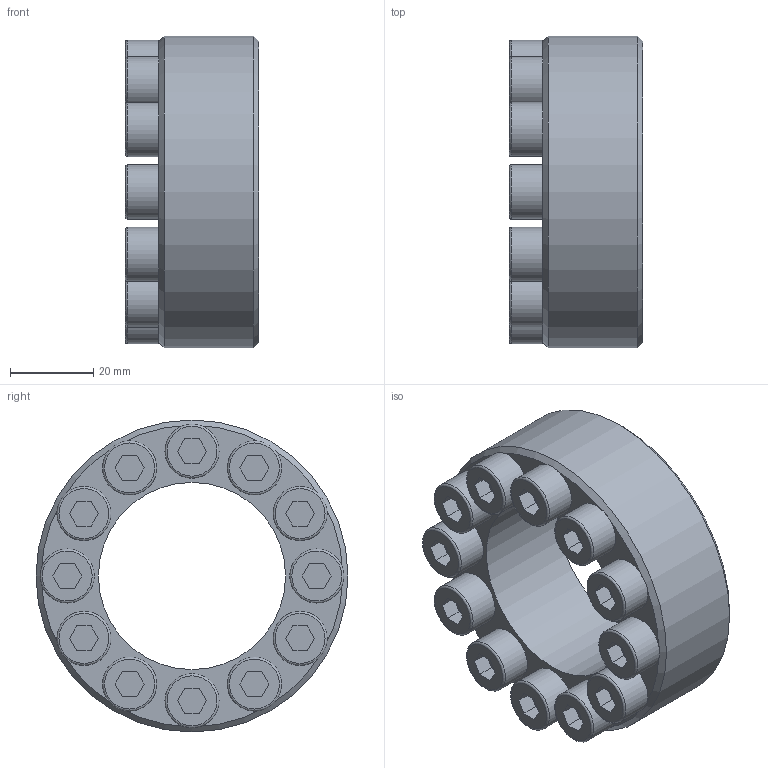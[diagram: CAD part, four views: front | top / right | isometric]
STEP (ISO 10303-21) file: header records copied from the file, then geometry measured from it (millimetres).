
FILE_DESCRIPTION( ( 'STEP AP214' ), '1' );
FILE_NAME( '61554500.stp', '2019-09-10T19:15:34', ( '' ), ( '' ), ' ', 'PARTsolutions', ' ' );
FILE_SCHEMA( ( 'AUTOMOTIVE_DESIGN { 1 0 10303 214 1 1 1 1 }' ) );
Length unit declared in the file: millimetre
Products named in the file (4): 61554500; _dummy_com_ausf_a_61554500_45; _ring_com_ausf_a_61554500_45; _schr_com_ausf_a_M8x22
Assembly tree (14 placements, depth 2):
  61554500
    _dummy_com_ausf_a_61554500_45
    _ring_com_ausf_a_61554500_45
    _schr_com_ausf_a_M8x22  x12
Bounding box: 32 x 75 x 75 mm (x, y, z)
Volume: 77411.6 mm3; surface area: 34866.7 mm2
Topology: 13 solids, 13 shells, 186 faces, 383 edges, 248 vertices
Faces by surface type: plane 122, cylinder 38, cone 14, torus 12
Full cylindrical faces by diameter (mm): 8 x24, 13 x12, 45 x1, 75 x1
Entity records: 1292 total; most frequent: DIRECTION 184, CARTESIAN_POINT 150, ORIENTED_EDGE 108, AXIS2_PLACEMENT_3D 83, EDGE_LOOP 80, EDGE_CURVE 54, FACE_OUTER_BOUND 49, VERTEX_POINT 48
